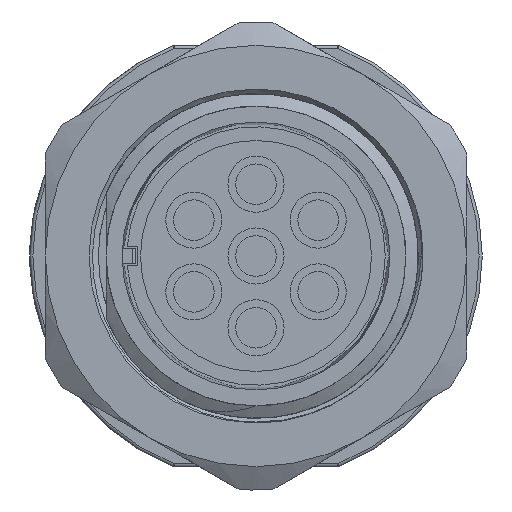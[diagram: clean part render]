
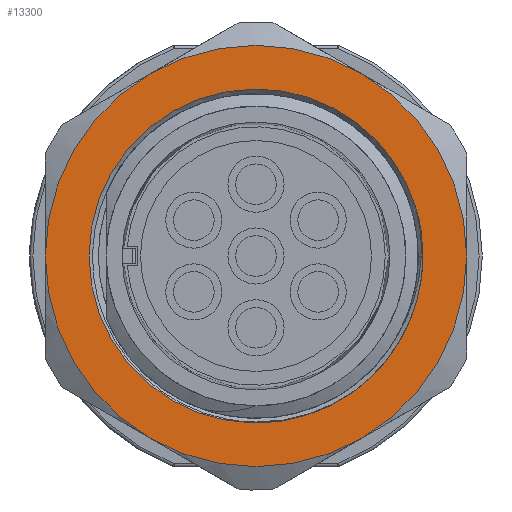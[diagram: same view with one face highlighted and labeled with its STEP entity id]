
A CAD part, left-side view. The second image highlights one B-rep face of the part: STEP entity #13300.
In plain terms, the highlighted planar face has unit normal (-1, 0, 0).
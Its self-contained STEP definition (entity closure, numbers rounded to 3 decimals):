
#4916=CARTESIAN_POINT('',(-5.5,-6.093,
-8.795));
#4925=CARTESIAN_POINT('',(-5.5,0.,0.));
#4926=DIRECTION('',(1.,0.,0.));
#4927=DIRECTION('',(0.,0.5,-0.866));
#4928=AXIS2_PLACEMENT_3D('',#4925,#4926,#4927);
#4930=CARTESIAN_POINT('',(-5.5,0.,0.));
#4931=DIRECTION('',(1.,0.,0.));
#4932=DIRECTION('',(0.,1.,0.));
#4933=AXIS2_PLACEMENT_3D('',#4930,#4931,#4932);
#4935=CARTESIAN_POINT('',(-5.5,0.,0.));
#4936=DIRECTION('',(1.,0.,0.));
#4937=DIRECTION('',(0.,0.5,0.866));
#4938=AXIS2_PLACEMENT_3D('',#4935,#4936,#4937);
#4940=CARTESIAN_POINT('',(-5.5,0.,0.));
#4941=DIRECTION('',(1.,0.,0.));
#4942=DIRECTION('',(0.,-0.5,0.866));
#4943=AXIS2_PLACEMENT_3D('',#4940,#4941,#4942);
#4945=CARTESIAN_POINT('',(-5.5,0.,0.));
#4946=DIRECTION('',(1.,0.,0.));
#4947=DIRECTION('',(0.,-1.,0.));
#4948=AXIS2_PLACEMENT_3D('',#4945,#4946,#4947);
#4950=CARTESIAN_POINT('',(-5.5,0.,0.));
#4951=DIRECTION('',(1.,0.,0.));
#4952=DIRECTION('',(0.,-0.5,-0.866));
#4953=AXIS2_PLACEMENT_3D('',#4950,#4951,#4952);
#4955=CARTESIAN_POINT('',(-5.5,0.,
0.));
#4956=DIRECTION('',(-1.,0.,0.));
#4957=DIRECTION('',(0.,-0.958,0.287));
#4958=AXIS2_PLACEMENT_3D('',#4955,#4956,#4957);
#4960=CARTESIAN_POINT('',(-5.5,0.,
0.));
#4961=DIRECTION('',(-1.,0.,0.));
#4962=DIRECTION('',(0.,0.,1.));
#4963=AXIS2_PLACEMENT_3D('',#4960,#4961,#4962);
#4965=CARTESIAN_POINT('',(-5.5,0.,
0.));
#4966=DIRECTION('',(-1.,0.,0.));
#4967=DIRECTION('',(0.,0.,-1.));
#4968=AXIS2_PLACEMENT_3D('',#4965,#4966,#4967);
#5216=CARTESIAN_POINT('',(-5.5,-10.248,
3.076));
#5217=CARTESIAN_POINT('',(-5.5,-10.392,
2.596));
#5218=CARTESIAN_POINT('',(-5.5,-10.611,
1.627));
#5219=CARTESIAN_POINT('',(-5.5,-10.733,
0.132));
#5220=CARTESIAN_POINT('',(-5.5,-10.647,
-1.362));
#5221=CARTESIAN_POINT('',(-5.5,-10.355,
-2.831));
#5222=CARTESIAN_POINT('',(-5.5,-9.859,
-4.244));
#5223=CARTESIAN_POINT('',(-5.5,-9.172,
-5.575));
#5224=CARTESIAN_POINT('',(-5.5,-8.309,
-6.798));
#5225=CARTESIAN_POINT('',(-5.5,-7.28,
-7.888));
#5226=CARTESIAN_POINT('',(-5.5,-6.505,
-8.51));
#5227=CARTESIAN_POINT('',(-5.5,-6.093,
-8.795));
#5397=CARTESIAN_POINT('',(-5.5,-10.248,
3.076));
#6283=VERTEX_POINT('',#5397);
#6292=VERTEX_POINT('',#4916);
#6296=CARTESIAN_POINT('',(-5.5,6.75,
-11.691));
#6297=CARTESIAN_POINT('',(-5.5,13.5,0.));
#6298=VERTEX_POINT('',#6296);
#6299=VERTEX_POINT('',#6297);
#6300=CARTESIAN_POINT('',(-5.5,6.75,11.691));
#6301=VERTEX_POINT('',#6300);
#6302=CARTESIAN_POINT('',(-5.5,-6.75,
11.691));
#6303=VERTEX_POINT('',#6302);
#6304=CARTESIAN_POINT('',(-5.5,-13.5,0.));
#6305=VERTEX_POINT('',#6304);
#6306=CARTESIAN_POINT('',(-5.5,-6.75,
-11.691));
#6307=VERTEX_POINT('',#6306);
#6308=CARTESIAN_POINT('',(-5.5,0.,
10.7));
#6309=VERTEX_POINT('',#6308);
#6310=CARTESIAN_POINT('',(-5.5,0.,
-10.7));
#6311=VERTEX_POINT('',#6310);
#13274=CARTESIAN_POINT('',(-5.5,0.,0.));
#13275=DIRECTION('',(1.,0.,0.));
#13276=DIRECTION('',(0.,-1.,0.));
#13277=AXIS2_PLACEMENT_3D('',#13274,#13275,#13276);
#13278=PLANE('',#13277);
#13280=ORIENTED_EDGE('',*,*,#13279,.T.);
#13282=ORIENTED_EDGE('',*,*,#13281,.T.);
#13284=ORIENTED_EDGE('',*,*,#13283,.T.);
#13286=ORIENTED_EDGE('',*,*,#13285,.T.);
#13288=ORIENTED_EDGE('',*,*,#13287,.T.);
#13290=ORIENTED_EDGE('',*,*,#13289,.T.);
#13291=EDGE_LOOP('',(#13280,#13282,#13284,#13286,#13288,#13290));
#13292=FACE_OUTER_BOUND('',#13291,.F.);
#13293=ORIENTED_EDGE('',*,*,#13265,.T.);
#13294=ORIENTED_EDGE('',*,*,#13263,.T.);
#13295=ORIENTED_EDGE('',*,*,#13261,.T.);
#13297=ORIENTED_EDGE('',*,*,#13296,.F.);
#13298=EDGE_LOOP('',(#13293,#13294,#13295,#13297));
#13299=FACE_BOUND('',#13298,.F.);
#4929=CIRCLE('',#4928,13.5);
#4934=CIRCLE('',#4933,13.5);
#4939=CIRCLE('',#4938,13.5);
#4944=CIRCLE('',#4943,13.5);
#4949=CIRCLE('',#4948,13.5);
#4954=CIRCLE('',#4953,13.5);
#4959=CIRCLE('',#4958,10.7);
#4964=CIRCLE('',#4963,10.7);
#4969=CIRCLE('',#4968,10.7);
#5228=B_SPLINE_CURVE_WITH_KNOTS('',3,(#5216,#5217,#5218,#5219,#5220,#5221,#5222,
#5223,#5224,#5225,#5226,#5227),.UNSPECIFIED.,.F.,.F.,(4,1,1,1,1,1,1,1,1,4),
(0.,0.111,0.222,0.333,0.444,
0.556,0.667,0.778,0.889,1.),
.UNSPECIFIED.);
#13261=EDGE_CURVE('',#6311,#6292,#4969,.T.);
#13263=EDGE_CURVE('',#6309,#6311,#4964,.T.);
#13265=EDGE_CURVE('',#6283,#6309,#4959,.T.);
#13279=EDGE_CURVE('',#6298,#6299,#4929,.T.);
#13281=EDGE_CURVE('',#6299,#6301,#4934,.T.);
#13283=EDGE_CURVE('',#6301,#6303,#4939,.T.);
#13285=EDGE_CURVE('',#6303,#6305,#4944,.T.);
#13287=EDGE_CURVE('',#6305,#6307,#4949,.T.);
#13289=EDGE_CURVE('',#6307,#6298,#4954,.T.);
#13296=EDGE_CURVE('',#6283,#6292,#5228,.T.);
#13300=ADVANCED_FACE('',(#13292,#13299),#13278,.F.);
